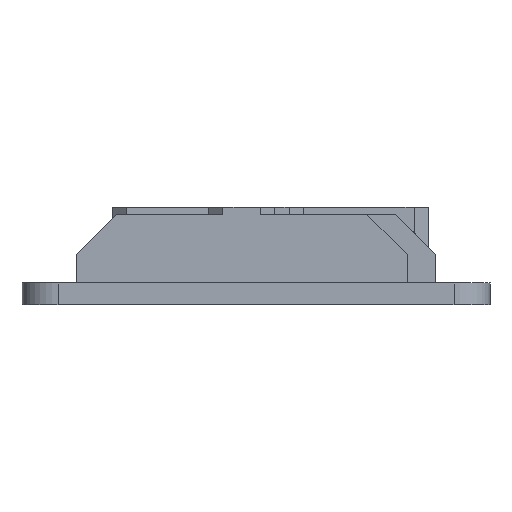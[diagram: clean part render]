
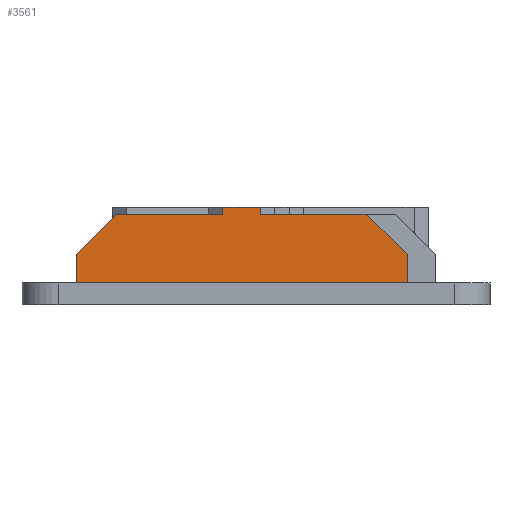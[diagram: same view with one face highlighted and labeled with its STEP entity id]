
A CAD part, front view. The second image highlights one B-rep face of the part: STEP entity #3561.
In plain terms, the highlighted planar face has unit normal (0, -1, 0).
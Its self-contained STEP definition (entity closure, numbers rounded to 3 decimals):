
#89=FACE_OUTER_BOUND('',#286,.T.);
#286=EDGE_LOOP('',(#2464,#2465,#2466,#2467,#2468,#2469,#2470,#2471,#2472,
#2473));
#500=LINE('',#4944,#994);
#594=LINE('',#5131,#1088);
#595=LINE('',#5134,#1089);
#596=LINE('',#5136,#1090);
#597=LINE('',#5138,#1091);
#598=LINE('',#5140,#1092);
#599=LINE('',#5142,#1093);
#600=LINE('',#5144,#1094);
#601=LINE('',#5146,#1095);
#602=LINE('',#5147,#1096);
#994=VECTOR('',#3995,10.);
#1088=VECTOR('',#4119,10.);
#1089=VECTOR('',#4122,10.);
#1090=VECTOR('',#4123,10.);
#1091=VECTOR('',#4124,10.);
#1092=VECTOR('',#4125,10.);
#1093=VECTOR('',#4126,10.);
#1094=VECTOR('',#4127,10.);
#1095=VECTOR('',#4128,10.);
#1096=VECTOR('',#4129,10.);
#1487=VERTEX_POINT('',#4941);
#1488=VERTEX_POINT('',#4943);
#1566=VERTEX_POINT('',#5129);
#1567=VERTEX_POINT('',#5133);
#1568=VERTEX_POINT('',#5135);
#1569=VERTEX_POINT('',#5137);
#1570=VERTEX_POINT('',#5139);
#1571=VERTEX_POINT('',#5141);
#1572=VERTEX_POINT('',#5143);
#1573=VERTEX_POINT('',#5145);
#1827=EDGE_CURVE('',#1488,#1487,#500,.F.);
#1921=EDGE_CURVE('',#1566,#1487,#594,.T.);
#1922=EDGE_CURVE('',#1567,#1566,#595,.T.);
#1923=EDGE_CURVE('',#1568,#1567,#596,.T.);
#1924=EDGE_CURVE('',#1569,#1568,#597,.T.);
#1925=EDGE_CURVE('',#1570,#1569,#598,.T.);
#1926=EDGE_CURVE('',#1571,#1570,#599,.T.);
#1927=EDGE_CURVE('',#1572,#1571,#600,.T.);
#1928=EDGE_CURVE('',#1573,#1572,#601,.T.);
#1929=EDGE_CURVE('',#1488,#1573,#602,.T.);
#2464=ORIENTED_EDGE('',*,*,#1921,.F.);
#2465=ORIENTED_EDGE('',*,*,#1922,.F.);
#2466=ORIENTED_EDGE('',*,*,#1923,.F.);
#2467=ORIENTED_EDGE('',*,*,#1924,.F.);
#2468=ORIENTED_EDGE('',*,*,#1925,.F.);
#2469=ORIENTED_EDGE('',*,*,#1926,.F.);
#2470=ORIENTED_EDGE('',*,*,#1927,.F.);
#2471=ORIENTED_EDGE('',*,*,#1928,.F.);
#2472=ORIENTED_EDGE('',*,*,#1929,.F.);
#2473=ORIENTED_EDGE('',*,*,#1827,.T.);
#3379=PLANE('',#3769);
#3561=ADVANCED_FACE('',(#89),#3379,.F.);
#3769=AXIS2_PLACEMENT_3D('',#5132,#4120,#4121);
#3995=DIRECTION('',(1.,0.,0.));
#4119=DIRECTION('',(0.,0.,1.));
#4120=DIRECTION('center_axis',(0.,1.,0.));
#4121=DIRECTION('ref_axis',(0.,0.,
-1.));
#4122=DIRECTION('',(1.,0.,0.));
#4123=DIRECTION('',(0.707,0.,0.707));
#4124=DIRECTION('',(0.,0.,1.));
#4125=DIRECTION('',(-1.,0.,0.));
#4126=DIRECTION('',(0.,0.,-1.));
#4127=DIRECTION('',(0.707,0.,-0.707));
#4128=DIRECTION('',(1.,0.,0.));
#4129=DIRECTION('',(0.,0.,-1.));
#4941=CARTESIAN_POINT('',(32.9,32.35,13.5));
#4943=CARTESIAN_POINT('',(38.1,32.35,13.5));
#4944=CARTESIAN_POINT('',(24.,32.35,13.5));
#5129=CARTESIAN_POINT('',(32.9,32.35,12.5));
#5131=CARTESIAN_POINT('',(32.9,32.35,8.464));
#5132=CARTESIAN_POINT('Origin',(24.,32.35,9.978));
#5133=CARTESIAN_POINT('',(18.1,32.35,12.5));
#5134=CARTESIAN_POINT('',(23.707,32.35,12.5));
#5135=CARTESIAN_POINT('',(12.5,32.35,6.9));
#5136=CARTESIAN_POINT('',(17.944,32.35,12.344));
#5137=CARTESIAN_POINT('',(12.5,32.35,3.));
#5138=CARTESIAN_POINT('',(12.5,32.35,7.139));
#5139=CARTESIAN_POINT('',(58.5,32.35,3.));
#5140=CARTESIAN_POINT('',(30.75,32.35,3.));
#5141=CARTESIAN_POINT('',(58.5,32.35,6.9));
#5142=CARTESIAN_POINT('',(58.5,32.35,7.139));
#5143=CARTESIAN_POINT('',(52.9,32.35,12.5));
#5144=CARTESIAN_POINT('',(53.056,32.35,12.344));
#5145=CARTESIAN_POINT('',(38.1,32.35,12.5));
#5146=CARTESIAN_POINT('',(47.292,32.35,12.5));
#5147=CARTESIAN_POINT('',(38.1,32.35,8.464));
